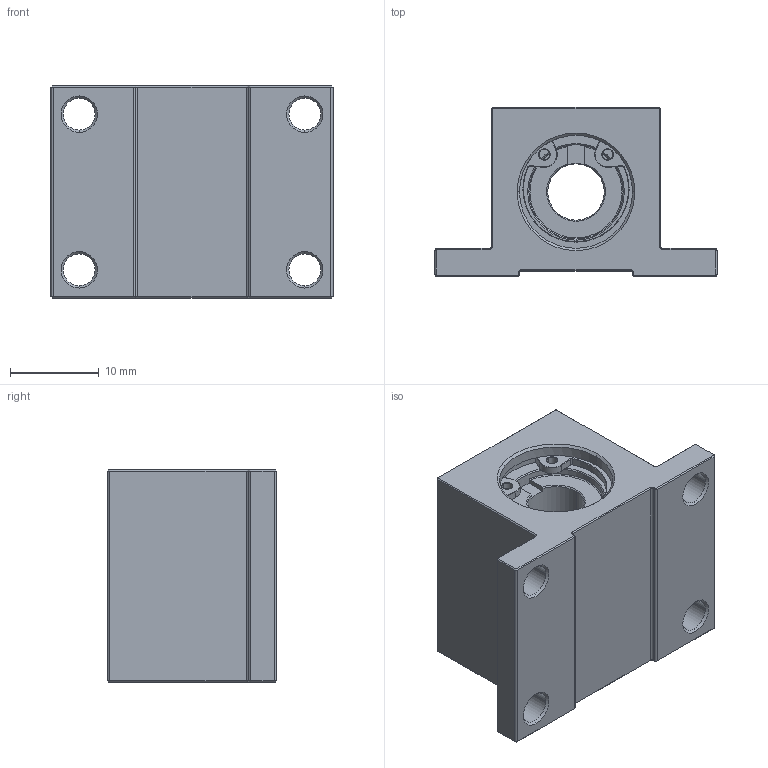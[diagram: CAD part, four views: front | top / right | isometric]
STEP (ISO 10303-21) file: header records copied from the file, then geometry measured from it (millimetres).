
FILE_DESCRIPTION (( 'STEP AP203' ), '1' );
FILE_NAME ('112003.stp', '2018-02-07T22:03:15', ( '' ), ( '' ), 'SwSTEP 2.0', 'SolidWorks 2012', '' );
FILE_SCHEMA (( 'CONFIG_CONTROL_DESIGN' ));
Length unit declared in the file: centimetre
Products named in the file (1): 112003
Bounding box: 31.75 x 19.05 x 23.88 mm (x, y, z)
Volume: 8005 mm3; surface area: 3960.7 mm2
Topology: 1 solids, 1 shells, 251 faces, 625 edges, 378 vertices
Faces by surface type: cone 107, plane 78, cylinder 60, bspline 6
Entity records: 7636 total; most frequent: CARTESIAN_POINT 1497, DIRECTION 1337, ORIENTED_EDGE 1250, EDGE_CURVE 625, AXIS2_PLACEMENT_3D 526, VERTEX_POINT 378, VECTOR 285, LINE 285
